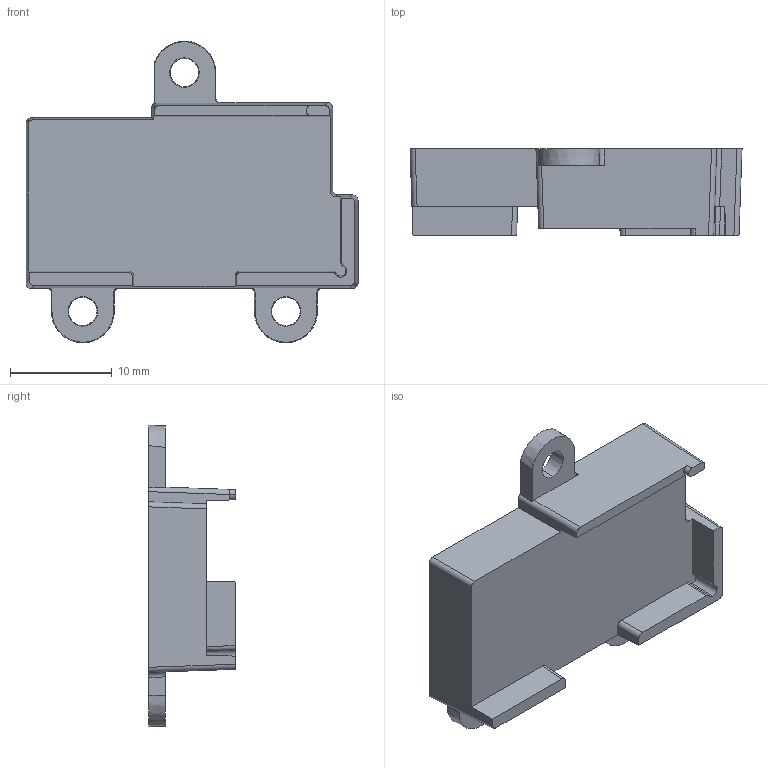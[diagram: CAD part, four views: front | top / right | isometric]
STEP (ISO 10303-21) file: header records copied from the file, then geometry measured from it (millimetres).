
FILE_DESCRIPTION (( 'STEP AP214' ), '1' );
FILE_NAME ('SCREEN CARRIER.STEP', '2020-05-08T10:07:55', ( '' ), ( '' ), 'SwSTEP 2.0', 'SolidWorks 2018', '' );
FILE_SCHEMA (( 'AUTOMOTIVE_DESIGN' ));
Length unit declared in the file: millimetre
Products named in the file (1): SCREEN CARRIER
Bounding box: 32.7 x 8.5 x 29.71 mm (x, y, z)
Volume: 1914.2 mm3; surface area: 2747.9 mm2
Topology: 1 solids, 1 shells, 129 faces, 337 edges, 198 vertices
Faces by surface type: plane 50, cylinder 48, sphere 16, cone 13, bspline 2
Entity records: 3846 total; most frequent: CARTESIAN_POINT 860, ORIENTED_EDGE 642, DIRECTION 592, EDGE_CURVE 321, AXIS2_PLACEMENT_3D 202, VERTEX_POINT 198, VECTOR 188, LINE 188
